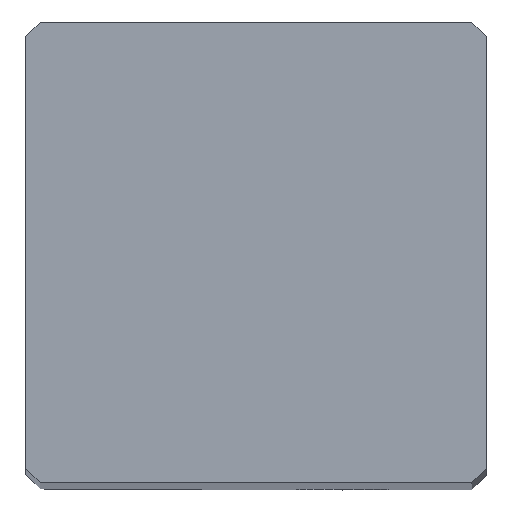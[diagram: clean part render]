
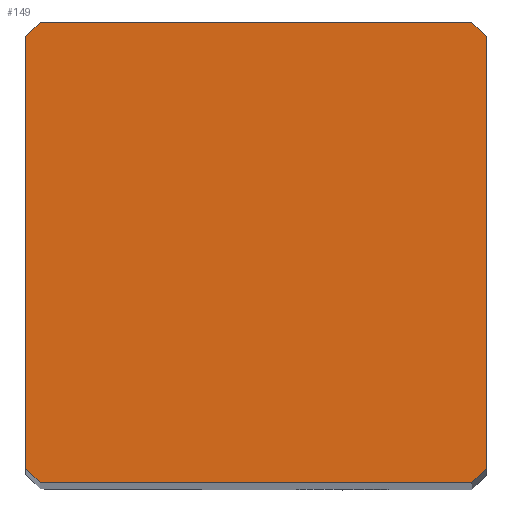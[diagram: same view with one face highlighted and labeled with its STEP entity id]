
A CAD part, top view. The second image highlights one B-rep face of the part: STEP entity #149.
In plain terms, the highlighted planar face has unit normal (0, 0, 1).
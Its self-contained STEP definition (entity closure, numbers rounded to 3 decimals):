
#96=FACE_OUTER_BOUND('',#275,.T.);
#149=ADVANCED_FACE('',(#96),#202,.T.);
#202=PLANE('',#1106);
#275=EDGE_LOOP('',(#346,#347,#348,#349,#350,#351,#352,#353));
#346=ORIENTED_EDGE('',*,*,#736,.F.);
#347=ORIENTED_EDGE('',*,*,#737,.T.);
#348=ORIENTED_EDGE('',*,*,#721,.T.);
#349=ORIENTED_EDGE('',*,*,#735,.T.);
#350=ORIENTED_EDGE('',*,*,#738,.T.);
#351=ORIENTED_EDGE('',*,*,#739,.T.);
#352=ORIENTED_EDGE('',*,*,#740,.F.);
#353=ORIENTED_EDGE('',*,*,#741,.T.);
#621=VERTEX_POINT('',#1514);
#623=VERTEX_POINT('',#1517);
#634=VERTEX_POINT('',#1543);
#635=VERTEX_POINT('',#1547);
#636=VERTEX_POINT('',#1548);
#637=VERTEX_POINT('',#1551);
#638=VERTEX_POINT('',#1553);
#639=VERTEX_POINT('',#1555);
#721=EDGE_CURVE('',#623,#621,#868,.T.);
#735=EDGE_CURVE('',#621,#634,#879,.T.);
#736=EDGE_CURVE('',#635,#636,#880,.T.);
#737=EDGE_CURVE('',#635,#623,#881,.T.);
#738=EDGE_CURVE('',#634,#637,#882,.T.);
#739=EDGE_CURVE('',#637,#638,#883,.T.);
#740=EDGE_CURVE('',#639,#638,#884,.T.);
#741=EDGE_CURVE('',#639,#636,#885,.T.);
#868=LINE('',#1516,#948);
#879=LINE('',#1544,#959);
#880=LINE('',#1546,#960);
#881=LINE('',#1549,#961);
#882=LINE('',#1550,#962);
#883=LINE('',#1552,#963);
#884=LINE('',#1554,#964);
#885=LINE('',#1556,#965);
#948=VECTOR('',#1222,1.);
#959=VECTOR('',#1243,1.);
#960=VECTOR('',#1246,1.);
#961=VECTOR('',#1247,1.);
#962=VECTOR('',#1248,1.);
#963=VECTOR('',#1249,1.);
#964=VECTOR('',#1250,1.);
#965=VECTOR('',#1251,1.);
#1106=AXIS2_PLACEMENT_3D('',#1557,#1252,#1253);
#1222=DIRECTION('',(1.,0.,0.));
#1243=DIRECTION('',(0.707,0.707,0.));
#1246=DIRECTION('',(0.,1.,0.));
#1247=DIRECTION('',(0.707,-0.707,0.));
#1248=DIRECTION('',(0.,1.,0.));
#1249=DIRECTION('',(-0.707,0.707,0.));
#1250=DIRECTION('',(1.,0.,0.));
#1251=DIRECTION('',(-0.707,-0.707,0.));
#1252=DIRECTION('',(0.,0.,1.));
#1253=DIRECTION('',(-1.,0.,0.));
#1514=CARTESIAN_POINT('',(15.5,0.,0.));
#1516=CARTESIAN_POINT('',(0.5,0.,0.));
#1517=CARTESIAN_POINT('',(0.5,0.,0.));
#1543=CARTESIAN_POINT('',(16.,0.5,0.));
#1544=CARTESIAN_POINT('',(15.5,0.,0.));
#1546=CARTESIAN_POINT('',(0.,0.5,0.));
#1547=CARTESIAN_POINT('',(0.,0.5,0.));
#1548=CARTESIAN_POINT('',(0.,15.5,0.));
#1549=CARTESIAN_POINT('',(0.,0.5,0.));
#1550=CARTESIAN_POINT('',(16.,0.5,0.));
#1551=CARTESIAN_POINT('',(16.,15.5,0.));
#1552=CARTESIAN_POINT('',(16.,15.5,0.));
#1553=CARTESIAN_POINT('',(15.5,16.,0.));
#1554=CARTESIAN_POINT('',(0.5,16.,0.));
#1555=CARTESIAN_POINT('',(0.5,16.,0.));
#1556=CARTESIAN_POINT('',(0.5,16.,0.));
#1557=CARTESIAN_POINT('',(8.,8.,0.));
